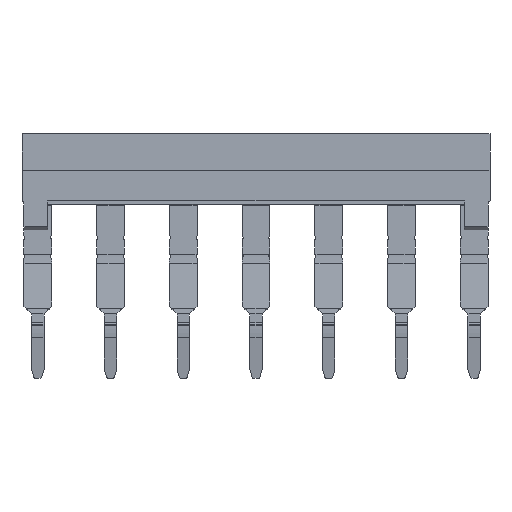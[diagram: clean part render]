
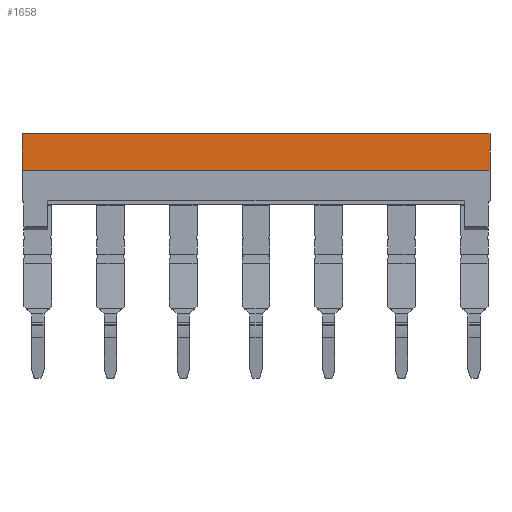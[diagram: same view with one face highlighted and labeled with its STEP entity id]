
A CAD part, front view. The second image highlights one B-rep face of the part: STEP entity #1658.
In plain terms, the highlighted planar face has unit normal (0, -1, 0).
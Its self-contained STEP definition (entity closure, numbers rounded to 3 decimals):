
#1645=AXIS2_PLACEMENT_3D('Plane Axis2P3D',#1642,#1643,#1644) ;
#1516=CARTESIAN_POINT('Vertex',(0.,0.,21.022)) ;
#1519=CARTESIAN_POINT('Line Origine',(0.,0.,22.872)) ;
#1523=CARTESIAN_POINT('Vertex',(0.,0.,24.722)) ;
#1560=CARTESIAN_POINT('Vertex',(47.3,0.,21.022)) ;
#1563=CARTESIAN_POINT('Line Origine',(23.65,0.,21.022)) ;
#1627=CARTESIAN_POINT('Vertex',(47.3,0.,24.722)) ;
#1630=CARTESIAN_POINT('Line Origine',(23.65,0.,24.722)) ;
#1642=CARTESIAN_POINT('Axis2P3D Location',(82.45,0.,21.222)) ;
#1647=CARTESIAN_POINT('Line Origine',(47.3,0.,22.872)) ;
#1520=DIRECTION('Vector Direction',(0.,0.,1.)) ;
#1564=DIRECTION('Vector Direction',(-1.,0.,0.)) ;
#1631=DIRECTION('Vector Direction',(-1.,0.,0.)) ;
#1643=DIRECTION('Axis2P3D Direction',(0.,1.,0.)) ;
#1644=DIRECTION('Axis2P3D XDirection',(0.,0.,1.)) ;
#1648=DIRECTION('Vector Direction',(0.,0.,-1.)) ;
#1521=VECTOR('Line Direction',#1520,1.) ;
#1565=VECTOR('Line Direction',#1564,1.) ;
#1632=VECTOR('Line Direction',#1631,1.) ;
#1649=VECTOR('Line Direction',#1648,1.) ;
#1653=ORIENTED_EDGE('',*,*,#1651,.F.) ;
#1654=ORIENTED_EDGE('',*,*,#1634,.T.) ;
#1655=ORIENTED_EDGE('',*,*,#1525,.F.) ;
#1656=ORIENTED_EDGE('',*,*,#1567,.F.) ;
#1658=ADVANCED_FACE('68405_HDC_MXCC_4X_02.1\\HDC_MXCC_4X_12_KOTR.1\\K\X2\00F6\X0\rper.20',(#1657),#1646,.F.) ;
#1525=EDGE_CURVE('',#1517,#1524,#1522,.T.) ;
#1567=EDGE_CURVE('',#1561,#1517,#1566,.T.) ;
#1634=EDGE_CURVE('',#1628,#1524,#1633,.T.) ;
#1651=EDGE_CURVE('',#1628,#1561,#1650,.T.) ;
#1652=EDGE_LOOP('',(#1653,#1654,#1655,#1656)) ;
#1657=FACE_OUTER_BOUND('',#1652,.T.) ;
#1522=LINE('Line',#1519,#1521) ;
#1566=LINE('Line',#1563,#1565) ;
#1633=LINE('Line',#1630,#1632) ;
#1650=LINE('Line',#1647,#1649) ;
#1646=PLANE('',#1645) ;
#1517=VERTEX_POINT('',#1516) ;
#1524=VERTEX_POINT('',#1523) ;
#1561=VERTEX_POINT('',#1560) ;
#1628=VERTEX_POINT('',#1627) ;
